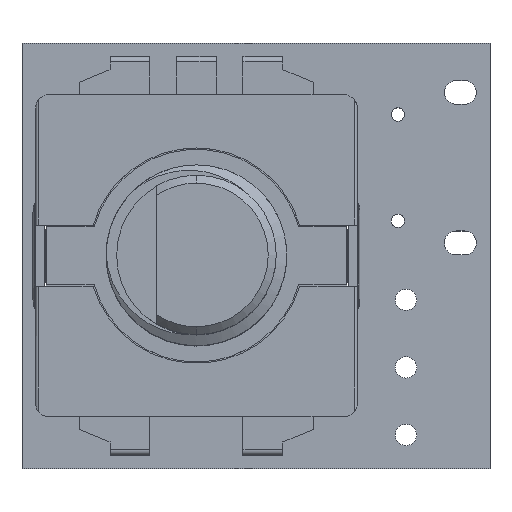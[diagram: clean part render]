
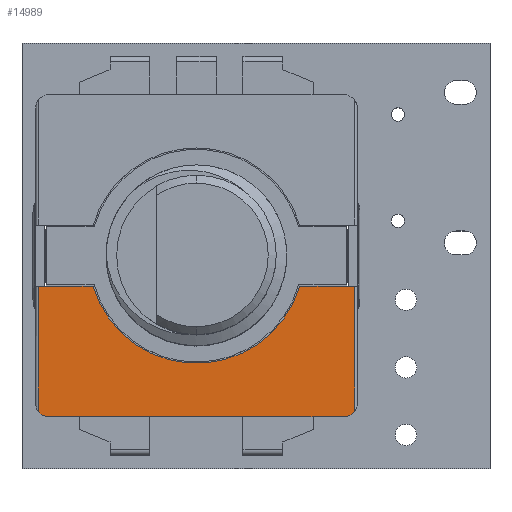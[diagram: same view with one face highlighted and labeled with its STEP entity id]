
A CAD part, top view. The second image highlights one B-rep face of the part: STEP entity #14989.
In plain terms, the highlighted face is planar.
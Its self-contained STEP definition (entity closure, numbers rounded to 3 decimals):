
#14989 = ADVANCED_FACE('',(#14990),#15059,.F.);
#14990 = FACE_BOUND('',#14991,.T.);
#14991 = EDGE_LOOP('',(#14992,#15002,#15010,#15019,#15027,#15036,#15044,
    #15052));
#14992 = ORIENTED_EDGE('',*,*,#14993,.F.);
#14993 = EDGE_CURVE('',#14994,#14996,#14998,.T.);
#14994 = VERTEX_POINT('',#14995);
#14995 = CARTESIAN_POINT('',(-5.95,6.5,1.15));
#14996 = VERTEX_POINT('',#14997);
#14997 = CARTESIAN_POINT('',(-3.883,6.5,1.15));
#14998 = LINE('',#14999,#15000);
#14999 = CARTESIAN_POINT('',(-5.7,6.5,1.15));
#15000 = VECTOR('',#15001,1.);
#15001 = DIRECTION('',(1.,0.,0.));
#15002 = ORIENTED_EDGE('',*,*,#15003,.T.);
#15003 = EDGE_CURVE('',#14994,#15004,#15006,.T.);
#15004 = VERTEX_POINT('',#15005);
#15005 = CARTESIAN_POINT('',(-5.95,6.5,5.85));
#15006 = LINE('',#15007,#15008);
#15007 = CARTESIAN_POINT('',(-5.95,6.5,0.));
#15008 = VECTOR('',#15009,1.);
#15009 = DIRECTION('',(0.,0.,1.));
#15010 = ORIENTED_EDGE('',*,*,#15011,.T.);
#15011 = EDGE_CURVE('',#15004,#15012,#15014,.T.);
#15012 = VERTEX_POINT('',#15013);
#15013 = CARTESIAN_POINT('',(-5.55,6.5,6.05));
#15014 = CIRCLE('',#15015,0.5);
#15015 = AXIS2_PLACEMENT_3D('',#15016,#15017,#15018);
#15016 = CARTESIAN_POINT('',(-5.55,6.5,5.55));
#15017 = DIRECTION('',(0.,1.,0.));
#15018 = DIRECTION('',(0.,0.,-1.));
#15019 = ORIENTED_EDGE('',*,*,#15020,.T.);
#15020 = EDGE_CURVE('',#15012,#15021,#15023,.T.);
#15021 = VERTEX_POINT('',#15022);
#15022 = CARTESIAN_POINT('',(5.55,6.5,6.05));
#15023 = LINE('',#15024,#15025);
#15024 = CARTESIAN_POINT('',(-6.05,6.5,6.05));
#15025 = VECTOR('',#15026,1.);
#15026 = DIRECTION('',(1.,0.,0.));
#15027 = ORIENTED_EDGE('',*,*,#15028,.T.);
#15028 = EDGE_CURVE('',#15021,#15029,#15031,.T.);
#15029 = VERTEX_POINT('',#15030);
#15030 = CARTESIAN_POINT('',(5.95,6.5,5.85));
#15031 = CIRCLE('',#15032,0.5);
#15032 = AXIS2_PLACEMENT_3D('',#15033,#15034,#15035);
#15033 = CARTESIAN_POINT('',(5.55,6.5,5.55));
#15034 = DIRECTION('',(0.,1.,0.));
#15035 = DIRECTION('',(0.,0.,-1.));
#15036 = ORIENTED_EDGE('',*,*,#15037,.T.);
#15037 = EDGE_CURVE('',#15029,#15038,#15040,.T.);
#15038 = VERTEX_POINT('',#15039);
#15039 = CARTESIAN_POINT('',(5.95,6.5,1.15));
#15040 = LINE('',#15041,#15042);
#15041 = CARTESIAN_POINT('',(5.95,6.5,0.));
#15042 = VECTOR('',#15043,1.);
#15043 = DIRECTION('',(0.,0.,-1.));
#15044 = ORIENTED_EDGE('',*,*,#15045,.F.);
#15045 = EDGE_CURVE('',#15046,#15038,#15048,.T.);
#15046 = VERTEX_POINT('',#15047);
#15047 = CARTESIAN_POINT('',(3.883,6.5,1.15));
#15048 = LINE('',#15049,#15050);
#15049 = CARTESIAN_POINT('',(3.883,6.5,1.15));
#15050 = VECTOR('',#15051,1.);
#15051 = DIRECTION('',(1.,0.,0.));
#15052 = ORIENTED_EDGE('',*,*,#15053,.F.);
#15053 = EDGE_CURVE('',#14996,#15046,#15054,.T.);
#15054 = CIRCLE('',#15055,4.05);
#15055 = AXIS2_PLACEMENT_3D('',#15056,#15057,#15058);
#15056 = CARTESIAN_POINT('',(0.,6.5,0.));
#15057 = DIRECTION('',(0.,1.,0.));
#15058 = DIRECTION('',(0.,0.,1.));
#15059 = PLANE('',#15060);
#15060 = AXIS2_PLACEMENT_3D('',#15061,#15062,#15063);
#15061 = CARTESIAN_POINT('',(0.,6.5,0.));
#15062 = DIRECTION('',(0.,-1.,0.));
#15063 = DIRECTION('',(0.,0.,-1.));
